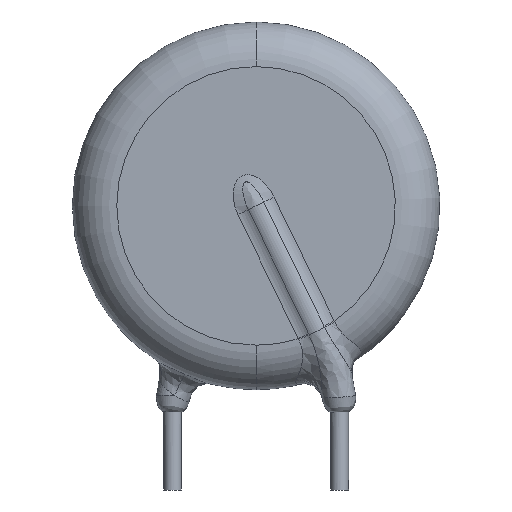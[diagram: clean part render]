
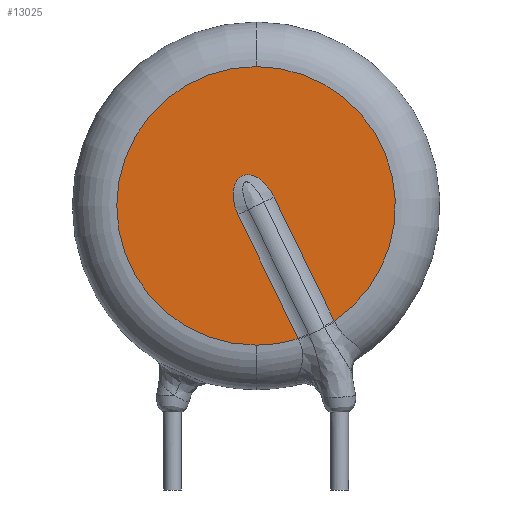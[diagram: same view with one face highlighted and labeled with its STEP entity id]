
A CAD part, front view. The second image highlights one B-rep face of the part: STEP entity #13025.
In plain terms, the highlighted planar face has unit normal (0, -1, 0).
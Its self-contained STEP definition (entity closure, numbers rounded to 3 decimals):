
#146 = VERTEX_POINT ( 'NONE', #12971 ) ;
#232 = LINE ( 'NONE', #9937, #8633 ) ;
#273 = VECTOR ( 'NONE', #2195, 1000. ) ;
#480 = CARTESIAN_POINT ( 'NONE',  ( -0.934, -2., 9.147 ) ) ;
#529 = AXIS2_PLACEMENT_3D ( 'NONE', #4270, #13809, #2649 ) ;
#1086 = EDGE_CURVE ( 'NONE', #10089, #4011, #9127, .T. ) ;
#2033 = ORIENTED_EDGE ( 'NONE', *, *, #1086, .T. ) ;
#2050 = ORIENTED_EDGE ( 'NONE', *, *, #5033, .F. ) ;
#2109 = LINE ( 'NONE', #7136, #273 ) ;
#2195 = DIRECTION ( 'NONE',  ( -0.437, 0., 0.9 ) ) ;
#2402 = VERTEX_POINT ( 'NONE', #6122 ) ;
#2430 = ORIENTED_EDGE ( 'NONE', *, *, #7010, .F. ) ;
#2649 = DIRECTION ( 'NONE',  ( 0., 0., 1. ) ) ;
#2792 = CARTESIAN_POINT ( 'NONE',  ( 0.118, -2., 10.488 ) ) ;
#3440 = CIRCLE ( 'NONE', #529, 6.25 ) ;
#3505 = AXIS2_PLACEMENT_3D ( 'NONE', #4012, #10328, #15326 ) ;
#3592 = FACE_OUTER_BOUND ( 'NONE', #16101, .T. ) ;
#3807 = ORIENTED_EDGE ( 'NONE', *, *, #11821, .T. ) ;
#4011 = VERTEX_POINT ( 'NONE', #5580 ) ;
#4012 = CARTESIAN_POINT ( 'NONE',  ( 0., -2., 9.25 ) ) ;
#4035 = CIRCLE ( 'NONE', #3505, 6.25 ) ;
#4038 = CARTESIAN_POINT ( 'NONE',  ( -0.489, -2., 10.642 ) ) ;
#4113 = CARTESIAN_POINT ( 'NONE',  ( -0.329, -2., 10.65 ) ) ;
#4270 = CARTESIAN_POINT ( 'NONE',  ( 0., -2., 9.25 ) ) ;
#4355 = CARTESIAN_POINT ( 'NONE',  ( -0.884, -2., 10.38 ) ) ;
#4756 = ORIENTED_EDGE ( 'NONE', *, *, #12641, .T. ) ;
#4836 = CARTESIAN_POINT ( 'NONE',  ( 0., -2., 9.25 ) ) ;
#5033 = EDGE_CURVE ( 'NONE', #14657, #2402, #4035, .T. ) ;
#5326 = DIRECTION ( 'NONE',  ( 0., 0., 1. ) ) ;
#5503 = CIRCLE ( 'NONE', #11773, 6.25 ) ;
#5506 = CARTESIAN_POINT ( 'NONE',  ( -1.01, -2., 9.452 ) ) ;
#5580 = CARTESIAN_POINT ( 'NONE',  ( 0.811, -2., 9.644 ) ) ;
#5584 = CARTESIAN_POINT ( 'NONE',  ( -1.005, -2., 10.087 ) ) ;
#5894 = DIRECTION ( 'NONE',  ( 0., 1., 0. ) ) ;
#6122 = CARTESIAN_POINT ( 'NONE',  ( 0., -2., 15.5 ) ) ;
#6798 = CARTESIAN_POINT ( 'NONE',  ( -1.031, -2., 9.611 ) ) ;
#7010 = EDGE_CURVE ( 'NONE', #2402, #14337, #5503, .T. ) ;
#7136 = CARTESIAN_POINT ( 'NONE',  ( -0.811, -2., 8.856 ) ) ;
#7795 = CARTESIAN_POINT ( 'NONE',  ( 0.362, -2., 10.29 ) ) ;
#8252 = DIRECTION ( 'NONE',  ( 0., 0., 1. ) ) ;
#8353 = CARTESIAN_POINT ( 'NONE',  ( 0.471, -2., 10.172 ) ) ;
#8633 = VECTOR ( 'NONE', #13841, 1000. ) ;
#9051 = CARTESIAN_POINT ( 'NONE',  ( -0.021, -2., 10.573 ) ) ;
#9127 = B_SPLINE_CURVE_WITH_KNOTS ( 'NONE', 3,
 ( #12806, #11724, #480, #5506, #6798, #11806, #5584, #4355, #14345, #15283, #4038, #4113, #9128, #9051, #2792, #7795, #8353, #14510, #15666, #9450 ),
 .UNSPECIFIED., .F., .F.,
 ( 4, 2, 2, 2, 2, 2, 2, 2, 2, 4 ),
 ( 0., 0., 0.001, 0.001, 0.002, 0.002, 0.002, 0.003, 0.003, 0.004 ),
 .UNSPECIFIED. ) ;
#9128 = CARTESIAN_POINT ( 'NONE',  ( -0.249, -2., 10.638 ) ) ;
#9450 = CARTESIAN_POINT ( 'NONE',  ( 0.811, -2., 9.644 ) ) ;
#9492 = EDGE_CURVE ( 'NONE', #146, #14657, #3440, .T. ) ;
#9937 = CARTESIAN_POINT ( 'NONE',  ( 0.811, -2., 9.644 ) ) ;
#10089 = VERTEX_POINT ( 'NONE', #14918 ) ;
#10328 = DIRECTION ( 'NONE',  ( 0., 1., 0. ) ) ;
#11471 = CARTESIAN_POINT ( 'NONE',  ( 0., -2., 9.25 ) ) ;
#11724 = CARTESIAN_POINT ( 'NONE',  ( -0.88, -2., 8.999 ) ) ;
#11773 = AXIS2_PLACEMENT_3D ( 'NONE', #11471, #15252, #5326 ) ;
#11806 = CARTESIAN_POINT ( 'NONE',  ( -1.029, -2., 9.927 ) ) ;
#11821 = EDGE_CURVE ( 'NONE', #4011, #14337, #232, .T. ) ;
#12641 = EDGE_CURVE ( 'NONE', #146, #10089, #2109, .T. ) ;
#12806 = CARTESIAN_POINT ( 'NONE',  ( -0.811, -2., 8.856 ) ) ;
#12941 = CARTESIAN_POINT ( 'NONE',  ( 3.512, -2., 4.08 ) ) ;
#12971 = CARTESIAN_POINT ( 'NONE',  ( 1.89, -2., 3.293 ) ) ;
#13025 = ADVANCED_FACE ( 'NONE', ( #3592 ), #14571, .F. ) ;
#13809 = DIRECTION ( 'NONE',  ( 0., 1., 0. ) ) ;
#13841 = DIRECTION ( 'NONE',  ( 0.437, 0., -0.9 ) ) ;
#13896 = AXIS2_PLACEMENT_3D ( 'NONE', #4836, #5894, #8252 ) ;
#14337 = VERTEX_POINT ( 'NONE', #12941 ) ;
#14345 = CARTESIAN_POINT ( 'NONE',  ( -0.782, -2., 10.514 ) ) ;
#14510 = CARTESIAN_POINT ( 'NONE',  ( 0.66, -2., 9.921 ) ) ;
#14571 = PLANE ( 'NONE',  #13896 ) ;
#14657 = VERTEX_POINT ( 'NONE', #15281 ) ;
#14918 = CARTESIAN_POINT ( 'NONE',  ( -0.811, -2., 8.856 ) ) ;
#15125 = ORIENTED_EDGE ( 'NONE', *, *, #9492, .F. ) ;
#15252 = DIRECTION ( 'NONE',  ( 0., 1., 0. ) ) ;
#15281 = CARTESIAN_POINT ( 'NONE',  ( 0., -2., 3. ) ) ;
#15283 = CARTESIAN_POINT ( 'NONE',  ( -0.567, -2., 10.623 ) ) ;
#15326 = DIRECTION ( 'NONE',  ( 0., 0., 1. ) ) ;
#15666 = CARTESIAN_POINT ( 'NONE',  ( 0.742, -2., 9.786 ) ) ;
#16101 = EDGE_LOOP ( 'NONE', ( #15125, #4756, #2033, #3807, #2430, #2050 ) ) ;
